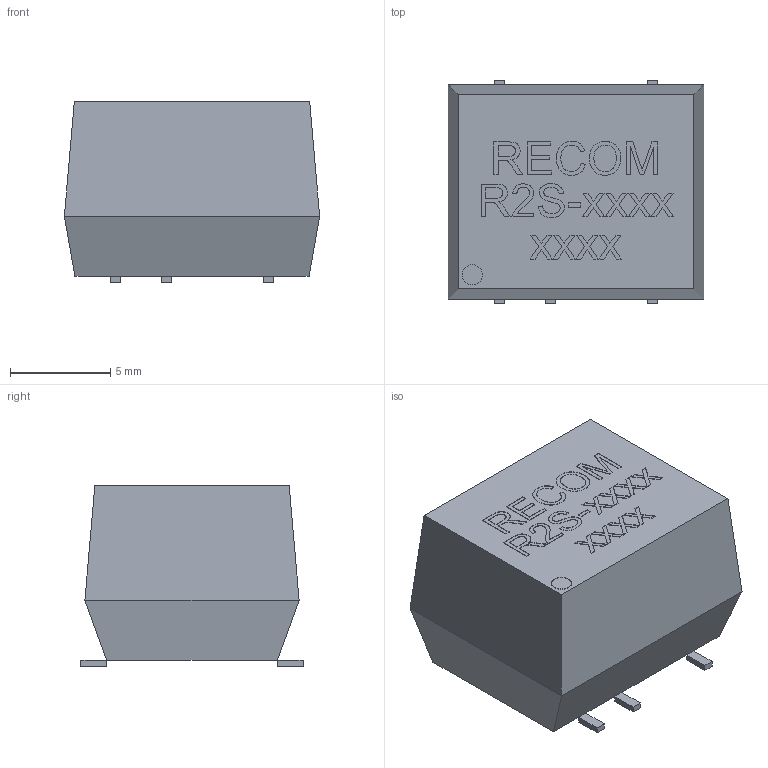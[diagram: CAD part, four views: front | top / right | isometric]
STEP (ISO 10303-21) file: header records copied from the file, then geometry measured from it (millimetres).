
FILE_DESCRIPTION(('FreeCAD Model'),'2;1');
FILE_NAME('1.step', '2017-01-13T12:26:54',('kicad StepUp'),('ksu MCAD'), 'Open CASCADE STEP processor 6.8','FreeCAD','Unknown');
FILE_SCHEMA(('AUTOMOTIVE_DESIGN_CC2 { 1 2 10303 214 -1 1 5 4 }'));
Length unit declared in the file: millimetre
Products named in the file (1): 1
Bounding box: 12.75 x 11.1 x 9 mm (x, y, z)
Volume: 1066.4 mm3; surface area: 621.6 mm2
Topology: 1 solids, 1 shells, 331 faces, 914 edges, 606 vertices
Faces by surface type: plane 178, extrusion 151, cylinder 2
Entity records: 20949 total; most frequent: CARTESIAN_POINT 11460, ORIENTED_EDGE 1828, EDGE_CURVE 914, B_SPLINE_CURVE_WITH_KNOTS 802, DIRECTION 780, VERTEX_POINT 606, VECTOR 410, FACE_BOUND 352
